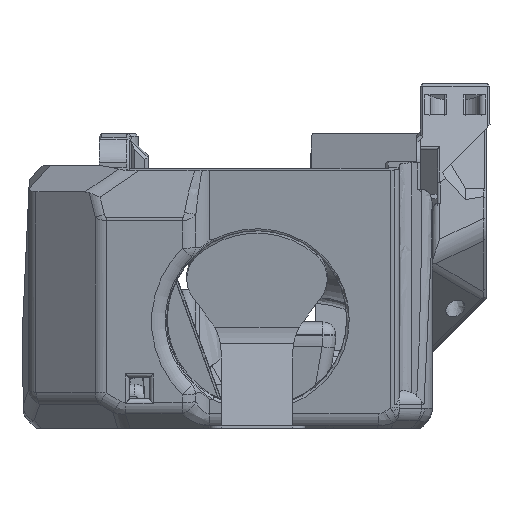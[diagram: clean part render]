
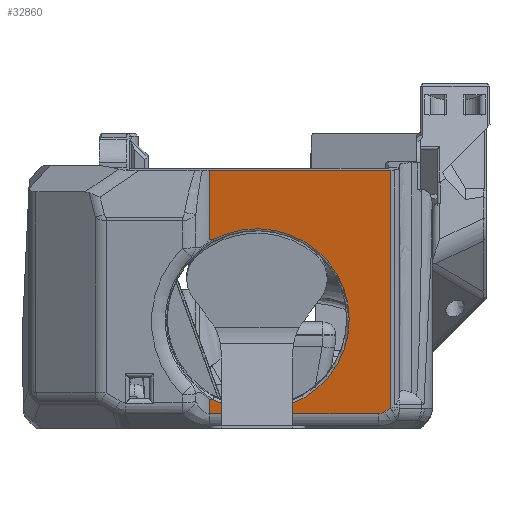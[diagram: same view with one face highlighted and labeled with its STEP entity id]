
A CAD part, left-side view. The second image highlights one B-rep face of the part: STEP entity #32860.
In plain terms, the highlighted planar face has unit normal (-0.985, 0, -0.174).
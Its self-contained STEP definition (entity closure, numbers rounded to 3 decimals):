
#941=B_SPLINE_CURVE_WITH_KNOTS('',3,(#55652,#55653,#55654,#55655),
 .UNSPECIFIED.,.F.,.F.,(4,4),(0.,0.382),.UNSPECIFIED.);
#952=B_SPLINE_CURVE_WITH_KNOTS('',3,(#55939,#55940,#55941,#55942),
 .UNSPECIFIED.,.F.,.F.,(4,4),(0.618,1.),.UNSPECIFIED.);
#1553=CIRCLE('',#34835,14.4);
#2761=ELLIPSE('',#35455,3.203,2.);
#7327=ORIENTED_EDGE('',*,*,#15379,.F.);
#7328=ORIENTED_EDGE('',*,*,#14396,.T.);
#7329=ORIENTED_EDGE('',*,*,#15507,.T.);
#7330=ORIENTED_EDGE('',*,*,#15508,.F.);
#7331=ORIENTED_EDGE('',*,*,#15509,.T.);
#7332=ORIENTED_EDGE('',*,*,#15510,.T.);
#7333=ORIENTED_EDGE('',*,*,#15511,.F.);
#7334=ORIENTED_EDGE('',*,*,#15512,.T.);
#7335=ORIENTED_EDGE('',*,*,#14995,.F.);
#7336=ORIENTED_EDGE('',*,*,#15019,.F.);
#14396=EDGE_CURVE('',#19005,#19004,#1553,.T.);
#14995=EDGE_CURVE('',#19403,#19404,#22260,.T.);
#15019=EDGE_CURVE('',#19420,#19403,#22277,.T.);
#15379=EDGE_CURVE('',#19005,#19420,#941,.F.);
#15507=EDGE_CURVE('',#19004,#19763,#952,.T.);
#15508=EDGE_CURVE('',#19764,#19763,#22586,.T.);
#15509=EDGE_CURVE('',#19764,#19765,#22587,.T.);
#15510=EDGE_CURVE('',#19765,#19766,#2761,.T.);
#15511=EDGE_CURVE('',#19767,#19766,#22588,.T.);
#15512=EDGE_CURVE('',#19767,#19404,#22589,.T.);
#19004=VERTEX_POINT('',#51467);
#19005=VERTEX_POINT('',#51469);
#19403=VERTEX_POINT('',#54004);
#19404=VERTEX_POINT('',#54006);
#19420=VERTEX_POINT('',#54063);
#19763=VERTEX_POINT('',#55943);
#19764=VERTEX_POINT('',#55945);
#19765=VERTEX_POINT('',#55947);
#19766=VERTEX_POINT('',#55949);
#19767=VERTEX_POINT('',#55951);
#22260=LINE('',#54005,#25173);
#22277=LINE('',#54064,#25190);
#22586=LINE('',#55944,#25499);
#22587=LINE('',#55946,#25500);
#22588=LINE('',#55950,#25501);
#22589=LINE('',#55952,#25502);
#25173=VECTOR('',#40238,1000.);
#25190=VECTOR('',#40275,1000.);
#25499=VECTOR('',#41048,1000.);
#25500=VECTOR('',#41049,1000.);
#25501=VECTOR('',#41052,1000.);
#25502=VECTOR('',#41053,1000.);
#27849=EDGE_LOOP('',(#7327,#7328,#7329,#7330,#7331,#7332,#7333,#7334,#7335,
#7336));
#29870=FACE_BOUND('',#27849,.T.);
#31467=PLANE('',#35454);
#32860=ADVANCED_FACE('',(#29870),#31467,.F.);
#34835=AXIS2_PLACEMENT_3D('',#51468,#39236,#39237);
#35454=AXIS2_PLACEMENT_3D('',#55938,#41046,#41047);
#35455=AXIS2_PLACEMENT_3D('',#55948,#41050,#41051);
#39236=DIRECTION('',(0.985,0.,0.174));
#39237=DIRECTION('',(0.174,0.,-0.985));
#40238=DIRECTION('',(0.,-1.,0.));
#40275=DIRECTION('',(-0.174,0.,0.985));
#41046=DIRECTION('',(0.985,0.,0.174));
#41047=DIRECTION('',(-0.174,0.,0.985));
#41048=DIRECTION('',(-0.174,0.,0.985));
#41049=DIRECTION('',(0.,-1.,0.));
#41050=DIRECTION('',(-0.985,0.,-0.174));
#41051=DIRECTION('',(-0.165,-0.304,0.938));
#41052=DIRECTION('',(0.097,0.829,-0.551));
#41053=DIRECTION('',(-0.174,0.,0.985));
#51467=CARTESIAN_POINT('',(-28.264,11.767,4.533));
#51468=CARTESIAN_POINT('',(-30.458,4.853,16.973));
#51469=CARTESIAN_POINT('',(-32.651,11.767,29.413));
#54004=CARTESIAN_POINT('',(-34.572,12.27,40.304));
#54005=CARTESIAN_POINT('',(-34.572,24.853,40.304));
#54006=CARTESIAN_POINT('',(-34.572,-16.002,40.304));
#54063=CARTESIAN_POINT('',(-32.66,12.27,29.463));
#54064=CARTESIAN_POINT('',(-31.185,12.27,21.099));
#55652=CARTESIAN_POINT('',(-32.66,12.27,29.463));
#55653=CARTESIAN_POINT('',(-32.657,12.102,29.442));
#55654=CARTESIAN_POINT('',(-32.654,11.935,29.425));
#55655=CARTESIAN_POINT('',(-32.651,11.767,29.413));
#55938=CARTESIAN_POINT('',(-31.185,24.853,21.099));
#55939=CARTESIAN_POINT('',(-28.264,11.767,4.533));
#55940=CARTESIAN_POINT('',(-28.262,11.935,4.52));
#55941=CARTESIAN_POINT('',(-28.259,12.102,4.503));
#55942=CARTESIAN_POINT('',(-28.255,12.27,4.482));
#55943=CARTESIAN_POINT('',(-28.255,12.27,4.482));
#55944=CARTESIAN_POINT('',(-31.185,12.27,21.099));
#55945=CARTESIAN_POINT('',(-27.864,12.27,2.262));
#55946=CARTESIAN_POINT('',(-27.864,-14.655,2.262));
#55947=CARTESIAN_POINT('',(-27.864,-14.07,2.262));
#55948=CARTESIAN_POINT('',(-28.404,-14.652,5.326));
#55949=CARTESIAN_POINT('',(-27.923,-15.07,2.597));
#55950=CARTESIAN_POINT('',(-27.821,-14.199,2.018));
#55951=CARTESIAN_POINT('',(-28.032,-16.002,3.216));
#55952=CARTESIAN_POINT('',(-7.663,-16.002,-112.301));
